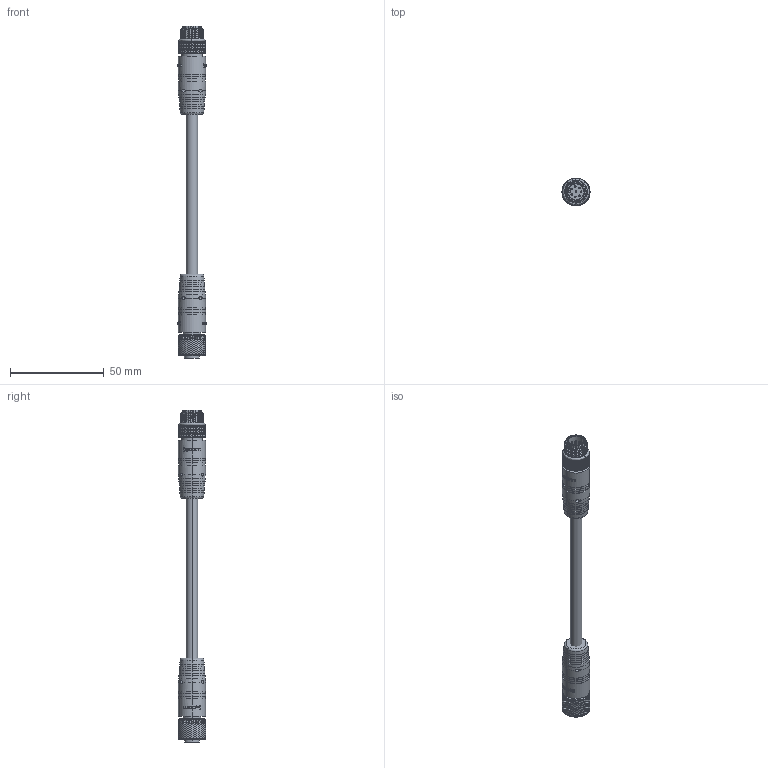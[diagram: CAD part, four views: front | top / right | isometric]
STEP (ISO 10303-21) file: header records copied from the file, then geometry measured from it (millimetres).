
FILE_DESCRIPTION (( 'STEP AP214' ), '1' );
FILE_NAME ('TRG884-P6B.STEP', '2019-02-15T14:02:30', ( '' ), ( '' ), 'SwSTEP 2.0', 'SolidWorks 2017', '' );
FILE_SCHEMA (( 'AUTOMOTIVE_DESIGN' ));
Length unit declared in the file: millimetre
Products named in the file (15): TRG884-P6B; M128AF-MLD-MA3; 1AL03-130_LENGTH=130MM; M128AF-MLD-MA4; 1AJ09-134; M128AF-MLD-MA6; M128AF-MLD; 1AJ09-135; M128AF-MLD-MA1; M128AF-MLD-MA5; 1AA13-158-MA2; M128AF-MLD-MA3-2; M128AM-MLD; MTN-950_CODE D
Assembly tree (21 placements, depth 4):
  TRG884-P6B
    MTN-950_CODE D  x2
    M128AM-MLD
    1AL03-130_LENGTH=130MM
    1AJ09-134
    M128AF-MLD
      M128AF-MLD-MA1
        M128AF-MLD-MA1
        1AA13-158-MA2
        M128AF-MLD-MA3  x7
        M128AF-MLD-MA4
        M128AF-MLD-MA5
        M128AF-MLD-MA3-2
      M128AF-MLD-MA6
    1AJ09-135
Bounding box: 14.9 x 14.5 x 176.6 mm (x, y, z)
Volume: 17989.7 mm3; surface area: 14810.6 mm2
Topology: 19 solids, 19 shells, 5968 faces, 12686 edges, 6836 vertices
Faces by surface type: bspline 4030, cylinder 1407, plane 412, cone 107, torus 12
Entity records: 271222 total; most frequent: CARTESIAN_POINT 198102, ORIENTED_EDGE 23428, EDGE_CURVE 11714, VERTEX_POINT 6216, EDGE_LOOP 5688, FACE_OUTER_BOUND 5592, ADVANCED_FACE 5592, DIRECTION 5468
